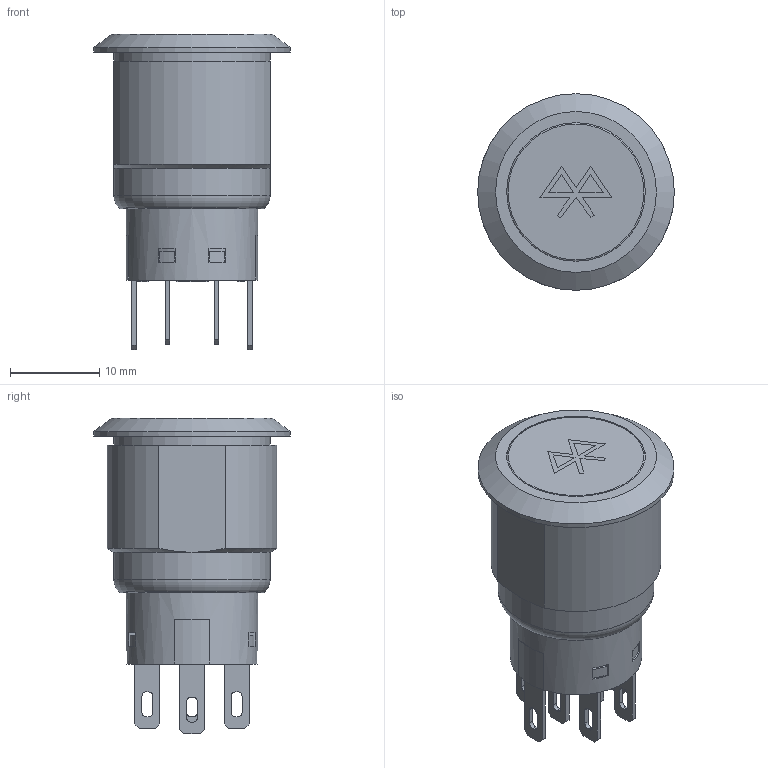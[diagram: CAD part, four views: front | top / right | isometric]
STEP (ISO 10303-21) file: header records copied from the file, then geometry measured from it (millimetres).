
FILE_DESCRIPTION(/* description */ (''),/* implementation_level */ '2;1');
FILE_NAME(/* name */ '100122515_Shrinkwrap_1.stp',/* time_stamp */ '2023-02-15T13:51:43-06:00',/* author */ ('jmeyers'),/* organization */ (''),/* preprocessor_version */ 'ST-DEVELOPER v18.1',/* originating_system */ 'Autodesk Inventor 2020',/* authorisation */ '');
FILE_SCHEMA (('AUTOMOTIVE_DESIGN { 1 0 10303 214 3 1 1 }'));
Length unit declared in the file: millimetre
Products named in the file (1): 100122515_Shrinkwrap_1
Bounding box: 22 x 22 x 35.3 mm (x, y, z)
Volume: 6209.6 mm3; surface area: 3430.3 mm2
Topology: 1 solids, 1 shells, 302 faces, 873 edges, 581 vertices
Faces by surface type: plane 202, cylinder 48, bspline 46, torus 3, cone 3
Full cylindrical faces by diameter (mm): 13.3 x1, 14.7 x1, 15.5 x1, 17.5 x2, 22 x1
Entity records: 10268 total; most frequent: CARTESIAN_POINT 2363, ORIENTED_EDGE 1746, DIRECTION 1465, EDGE_CURVE 873, LINE 603, VECTOR 603, VERTEX_POINT 581, AXIS2_PLACEMENT_3D 431
